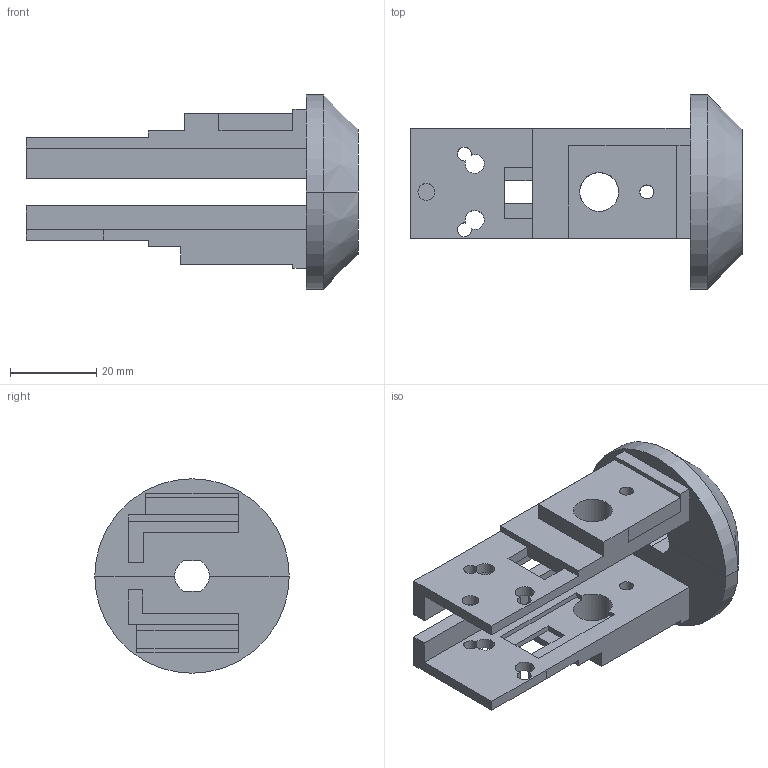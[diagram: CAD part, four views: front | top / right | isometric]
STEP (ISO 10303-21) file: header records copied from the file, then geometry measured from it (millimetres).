
FILE_DESCRIPTION(/* description */ (''),/* implementation_level */ '2;1');
FILE_NAME(/* name */ 'Motor hook.step',/* time_stamp */ '2025-06-02T09:52:49-04:00',/* author */ (''),/* organization */ (''),/* preprocessor_version */ 'ST-DEVELOPER v20.1',/* originating_system */ 'Autodesk Translation Framework v14.10.0.0',/* authorisation */ '');
FILE_SCHEMA (('AUTOMOTIVE_DESIGN { 1 0 10303 214 3 1 1 }'));
Length unit declared in the file: millimetre
Products named in the file (1): Motor hook
Bounding box: 76.83 x 45 x 45 mm (x, y, z)
Volume: 31551.9 mm3; surface area: 14970.1 mm2
Topology: 2 solids, 2 shells, 82 faces, 238 edges, 158 vertices
Faces by surface type: plane 61, cylinder 19, cone 2
Full cylindrical faces by diameter (mm): 3.2 x2, 3.9 x1, 9 x2
Entity records: 2766 total; most frequent: CARTESIAN_POINT 479, ORIENTED_EDGE 476, DIRECTION 448, EDGE_CURVE 238, LINE 194, VECTOR 194, VERTEX_POINT 158, AXIS2_PLACEMENT_3D 127
